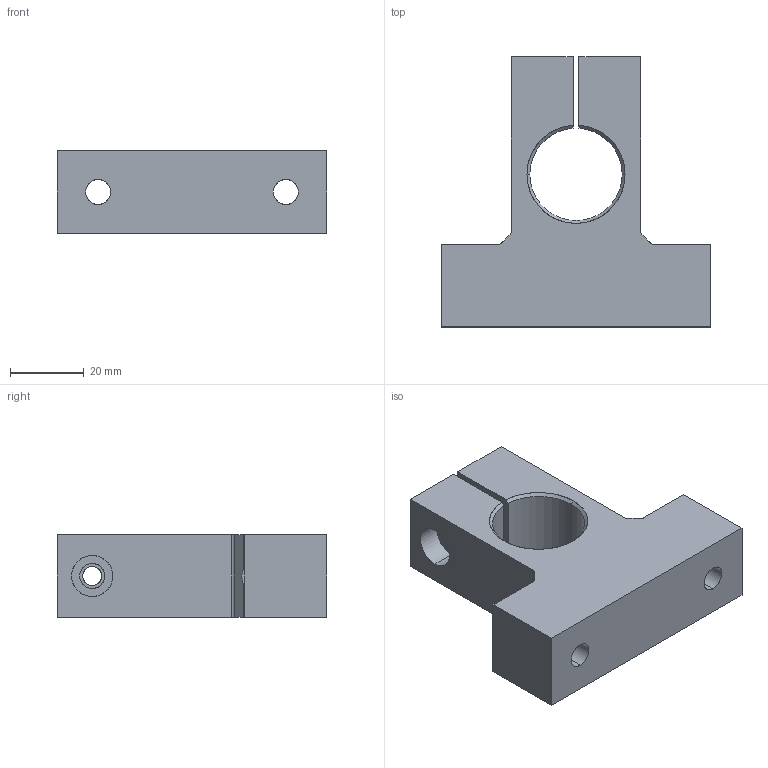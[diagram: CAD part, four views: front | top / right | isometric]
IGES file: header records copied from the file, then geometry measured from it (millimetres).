
Start section: SolidWorks IGES file using analytic representation for surfaces
Global section: file name: semm-oav25.IGS; native system: SolidWorks 2009; preprocessor: SolidWorks 2009; author: Mena; date: 130912.103509; units: millimetre
Bounding box: 73.03 x 73.03 x 22.23 mm (x, y, z)
Surface area: 16213.5 mm2 (no closed solid volume)
Topology: 0 solids, 0 shells, 47 faces, 764 edges, 764 vertices
Faces by surface type: revolution 29, bspline 18
